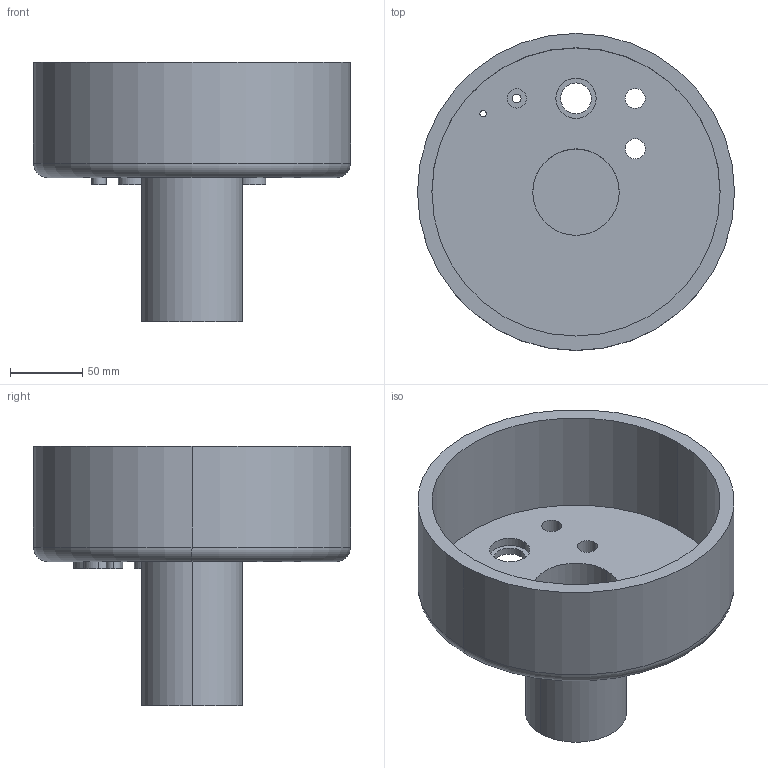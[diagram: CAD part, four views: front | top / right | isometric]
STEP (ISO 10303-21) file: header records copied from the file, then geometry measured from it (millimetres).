
FILE_DESCRIPTION (( 'STEP AP203' ), '1' );
FILE_NAME ('out Cover.STEP', '2025-02-10T09:16:14', ( '' ), ( '' ), 'SwSTEP 2.0', 'SolidWorks 2023', '' );
FILE_SCHEMA (( 'CONFIG_CONTROL_DESIGN' ));
Length unit declared in the file: millimetre
Products named in the file (1): out Cover
Bounding box: 220 x 220 x 180 mm (x, y, z)
Volume: 803487.7 mm3; surface area: 218184.6 mm2
Topology: 1 solids, 1 shells, 46 faces, 100 edges, 66 vertices
Faces by surface type: cylinder 32, plane 12, torus 2
Entity records: 1393 total; most frequent: DIRECTION 262, CARTESIAN_POINT 213, ORIENTED_EDGE 200, AXIS2_PLACEMENT_3D 115, EDGE_CURVE 100, CIRCLE 68, EDGE_LOOP 66, VERTEX_POINT 66
